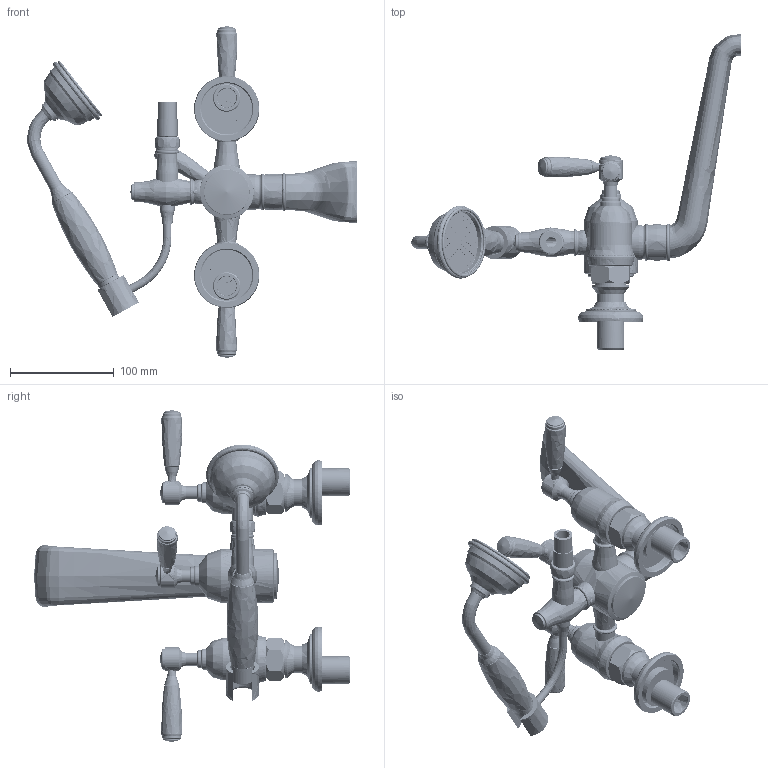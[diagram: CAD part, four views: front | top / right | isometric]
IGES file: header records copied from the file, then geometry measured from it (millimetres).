
Global section: file name: V2K33 TM    V2K33 TC    V2K33 TW; native system: Autodesk Inventor 2014; preprocessor: unknown; author: adaniels; date: 20140107.102159; units: millimetre
Bounding box: 317.07 x 303.37 x 319.4 mm (x, y, z)
Volume: 745423.5 mm3; surface area: 348554.6 mm2
Topology: 89 solids, 90 shells, 2917 faces, 8312 edges, 5660 vertices
Faces by surface type: bspline 2917
